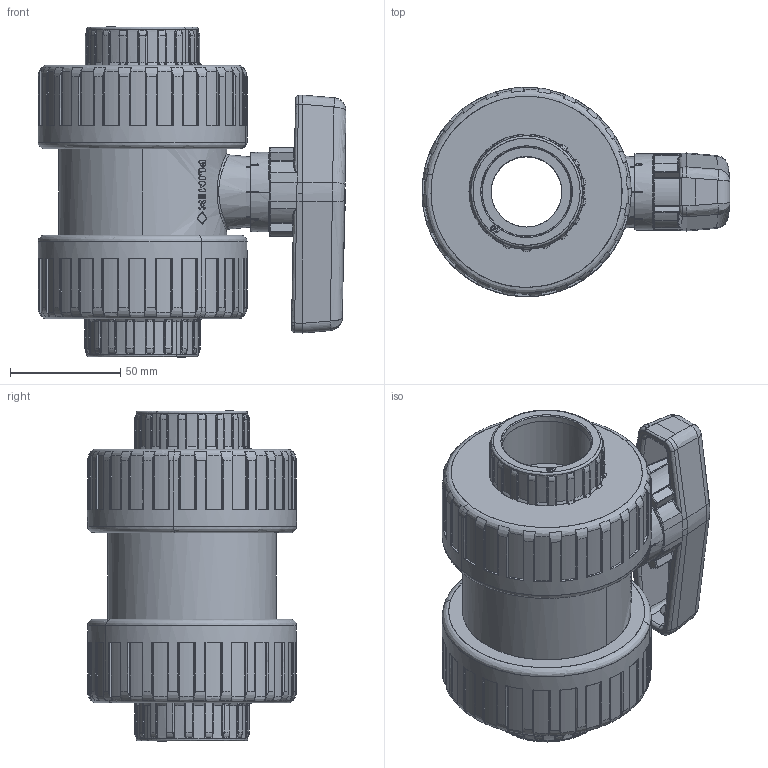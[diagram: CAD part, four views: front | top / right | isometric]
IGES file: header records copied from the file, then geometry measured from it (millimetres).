
Start section: SolidWorks IGES file using NURBS representation for surfaces
Global section: file name: 01611077040.IGS; native system: SolidWorks 2021; preprocessor: SolidWorks 2021; author: DMorais; date: 220322.112313; units: millimetre
Bounding box: 139.76 x 94.88 x 149.96 mm (x, y, z)
Surface area: 99303 mm2 (no closed solid volume)
Topology: 0 solids, 0 shells, 2048 faces, 19489 edges, 19458 vertices
Faces by surface type: bspline 2048
